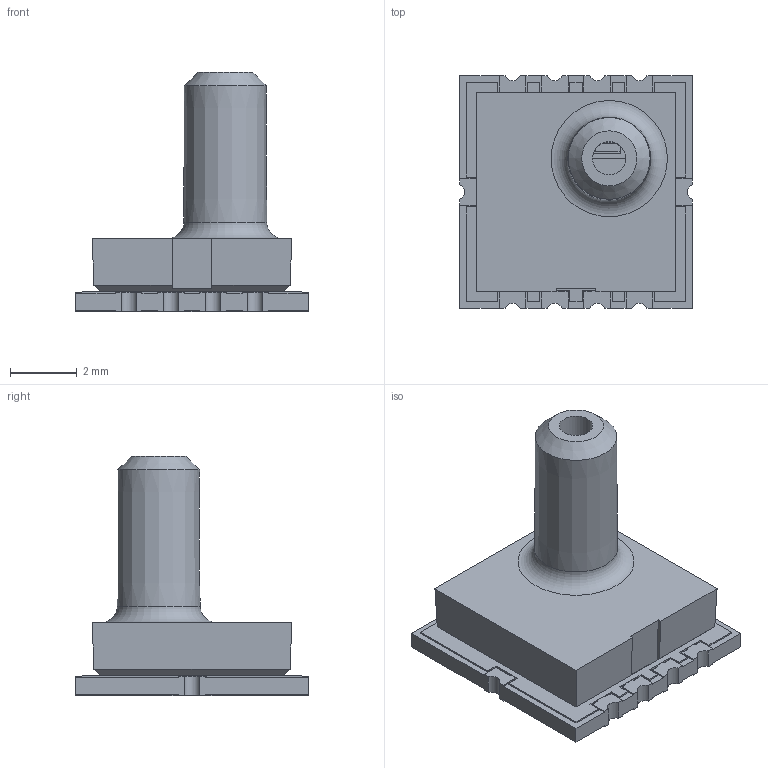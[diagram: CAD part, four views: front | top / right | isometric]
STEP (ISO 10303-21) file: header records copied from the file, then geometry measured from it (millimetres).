
FILE_DESCRIPTION(/* description */ ('Alibre Inc.'),/* implementation_level */ '2;1');
FILE_NAME(/* name */ 'export0',/* time_stamp */ '2017-07-19T14:07:40+09:00',/* author */ (''),/* organization */ (''),/* preprocessor_version */ 'ST-DEVELOPER v14',/* originating_system */ 'Alibre',/* authorisation */ '');
FILE_SCHEMA (('CONFIG_CONTROL_DESIGN'));
Length unit declared in the file: centimetre
Products named in the file (3): ID_1; ID_2; ID_3
Bounding box: 7 x 7 x 7.19 mm (x, y, z)
Volume: 86.7 mm3; surface area: 288.8 mm2
Topology: 2 solids, 2 shells, 335 faces, 956 edges, 634 vertices
Faces by surface type: plane 297, cylinder 35, cone 2, torus 1
Full cylindrical faces by diameter (mm): 0.5 x1, 0.8 x1, 1 x1, 1.4 x1, 2.2 x1
Entity records: 10316 total; most frequent: ORIENTED_EDGE 1894, CARTESIAN_POINT 1822, DIRECTION 1304, EDGE_CURVE 947, VECTOR 816, LINE 816, VERTEX_POINT 633, AXIS2_PLACEMENT_3D 373
